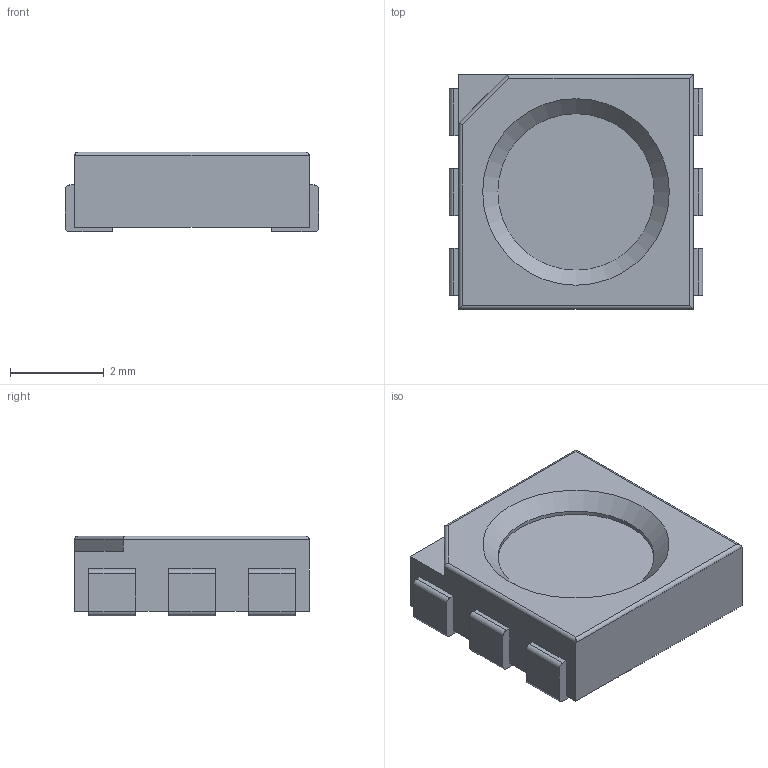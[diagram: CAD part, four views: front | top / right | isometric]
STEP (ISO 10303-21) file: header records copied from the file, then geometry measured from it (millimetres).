
FILE_DESCRIPTION(/* description */ ('model of LED_RGB_5050-6'),/* implementation_level */ '2;1');
FILE_NAME(/* name */ 'LED_RGB_5050-6.step',/* time_stamp */ '2019-06-30T11:48:20',/* author */ ('kicad StepUp','ksu'),/* organization */ ('FreeCAD'),/* preprocessor_version */ 'OCC',/* originating_system */ 'kicad StepUp',/* authorisation */ '');
FILE_SCHEMA(('AUTOMOTIVE_DESIGN { 1 0 10303 214 1 1 1 1 }'));
Length unit declared in the file: millimetre
Products named in the file (1): LED_RGB_5050_6
Bounding box: 5.4 x 5 x 1.7 mm (x, y, z)
Volume: 37.4 mm3; surface area: 89.9 mm2
Topology: 1 solids, 1 shells, 64 faces, 201 edges, 140 vertices
Faces by surface type: plane 45, cylinder 18, cone 1
Full cylindrical faces by diameter (mm): 3.333 x1
Entity records: 2703 total; most frequent: CARTESIAN_POINT 406, ORIENTED_EDGE 402, DIRECTION 363, EDGE_CURVE 201, LINE 169, VECTOR 169, VERTEX_POINT 140, AXIS2_PLACEMENT_3D 97
